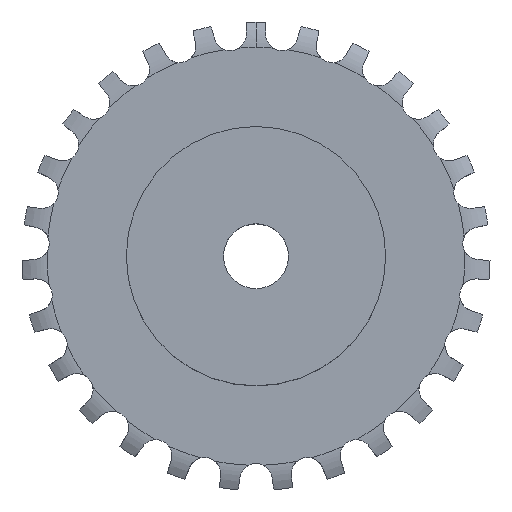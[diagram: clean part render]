
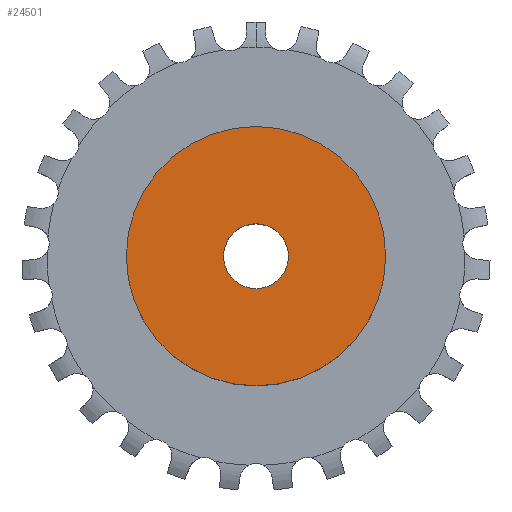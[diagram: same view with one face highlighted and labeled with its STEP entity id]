
A CAD part, top view. The second image highlights one B-rep face of the part: STEP entity #24501.
In plain terms, the highlighted planar face has unit normal (0, 0, 1).
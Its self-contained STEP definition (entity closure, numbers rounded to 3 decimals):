
#7285 = CYLINDRICAL_SURFACE('',#7286,20.);
#7286 = AXIS2_PLACEMENT_3D('',#7287,#7288,#7289);
#7287 = CARTESIAN_POINT('',(0.,0.,0.));
#7288 = DIRECTION('',(-0.,-0.,-1.));
#7289 = DIRECTION('',(1.,0.,0.));
#19783 = CYLINDRICAL_SURFACE('',#19784,5.);
#19784 = AXIS2_PLACEMENT_3D('',#19785,#19786,#19787);
#19785 = CARTESIAN_POINT('',(0.,0.,104.371));
#19786 = DIRECTION('',(0.,0.,1.));
#19787 = DIRECTION('',(1.,0.,-0.));
#22816 = VERTEX_POINT('',#22817);
#22817 = CARTESIAN_POINT('',(20.,0.,16.));
#22838 = EDGE_CURVE('',#22816,#22816,#22839,.T.);
#22839 = SURFACE_CURVE('',#22840,(#22845,#22852),.PCURVE_S1.);
#22840 = CIRCLE('',#22841,20.);
#22841 = AXIS2_PLACEMENT_3D('',#22842,#22843,#22844);
#22842 = CARTESIAN_POINT('',(0.,0.,16.));
#22843 = DIRECTION('',(0.,0.,1.));
#22844 = DIRECTION('',(1.,0.,0.));
#22845 = PCURVE('',#7285,#22846);
#22846 = DEFINITIONAL_REPRESENTATION('',(#22847),#22851);
#22847 = LINE('',#22848,#22849);
#22848 = CARTESIAN_POINT('',(-0.,-16.));
#22849 = VECTOR('',#22850,1.);
#22850 = DIRECTION('',(-1.,0.));
#22851 = ( GEOMETRIC_REPRESENTATION_CONTEXT(2) 
PARAMETRIC_REPRESENTATION_CONTEXT() REPRESENTATION_CONTEXT('2D SPACE',''
  ) );
#22852 = PCURVE('',#22853,#22858);
#22853 = PLANE('',#22854);
#22854 = AXIS2_PLACEMENT_3D('',#22855,#22856,#22857);
#22855 = CARTESIAN_POINT('',(0.,0.,16.));
#22856 = DIRECTION('',(-0.,0.,1.));
#22857 = DIRECTION('',(0.,-1.,0.));
#22858 = DEFINITIONAL_REPRESENTATION('',(#22859),#22863);
#22859 = CIRCLE('',#22860,20.);
#22860 = AXIS2_PLACEMENT_2D('',#22861,#22862);
#22861 = CARTESIAN_POINT('',(0.,0.));
#22862 = DIRECTION('',(0.,1.));
#22863 = ( GEOMETRIC_REPRESENTATION_CONTEXT(2) 
PARAMETRIC_REPRESENTATION_CONTEXT() REPRESENTATION_CONTEXT('2D SPACE',''
  ) );
#24455 = EDGE_CURVE('',#24456,#24456,#24458,.T.);
#24456 = VERTEX_POINT('',#24457);
#24457 = CARTESIAN_POINT('',(5.,0.,16.));
#24458 = SURFACE_CURVE('',#24459,(#24464,#24471),.PCURVE_S1.);
#24459 = CIRCLE('',#24460,5.);
#24460 = AXIS2_PLACEMENT_3D('',#24461,#24462,#24463);
#24461 = CARTESIAN_POINT('',(0.,0.,16.));
#24462 = DIRECTION('',(0.,0.,1.));
#24463 = DIRECTION('',(1.,0.,-0.));
#24464 = PCURVE('',#19783,#24465);
#24465 = DEFINITIONAL_REPRESENTATION('',(#24466),#24470);
#24466 = LINE('',#24467,#24468);
#24467 = CARTESIAN_POINT('',(0.,-88.371));
#24468 = VECTOR('',#24469,1.);
#24469 = DIRECTION('',(1.,0.));
#24470 = ( GEOMETRIC_REPRESENTATION_CONTEXT(2) 
PARAMETRIC_REPRESENTATION_CONTEXT() REPRESENTATION_CONTEXT('2D SPACE',''
  ) );
#24471 = PCURVE('',#22853,#24472);
#24472 = DEFINITIONAL_REPRESENTATION('',(#24473),#24477);
#24473 = CIRCLE('',#24474,5.);
#24474 = AXIS2_PLACEMENT_2D('',#24475,#24476);
#24475 = CARTESIAN_POINT('',(0.,0.));
#24476 = DIRECTION('',(0.,1.));
#24477 = ( GEOMETRIC_REPRESENTATION_CONTEXT(2) 
PARAMETRIC_REPRESENTATION_CONTEXT() REPRESENTATION_CONTEXT('2D SPACE',''
  ) );
#24501 = ADVANCED_FACE('',(#24502,#24505),#22853,.T.);
#24502 = FACE_BOUND('',#24503,.T.);
#24503 = EDGE_LOOP('',(#24504));
#24504 = ORIENTED_EDGE('',*,*,#22838,.T.);
#24505 = FACE_BOUND('',#24506,.T.);
#24506 = EDGE_LOOP('',(#24507));
#24507 = ORIENTED_EDGE('',*,*,#24455,.F.);
